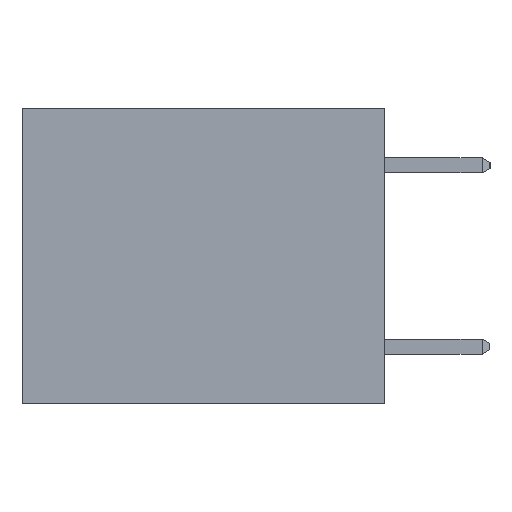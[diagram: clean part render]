
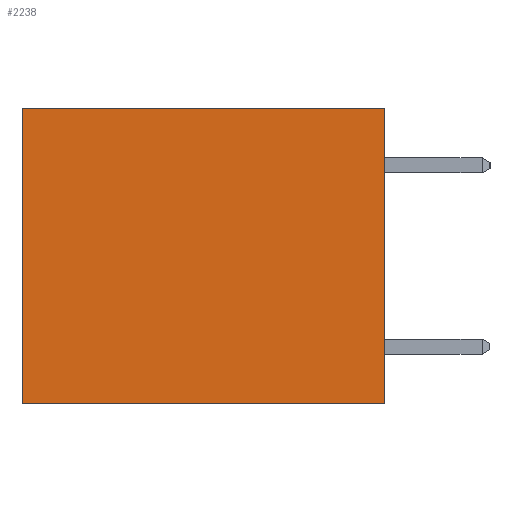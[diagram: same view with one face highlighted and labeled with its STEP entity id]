
A CAD part, left-side view. The second image highlights one B-rep face of the part: STEP entity #2238.
In plain terms, the highlighted planar face has unit normal (-1, 0, 0).
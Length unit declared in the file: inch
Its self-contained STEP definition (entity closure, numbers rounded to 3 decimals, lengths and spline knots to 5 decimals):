
#477 = CARTESIAN_POINT ( 'NONE',  ( 0.3165, 0.6, -0.49 ) ) ;
#608 = DIRECTION ( 'NONE',  ( 0., 0., -1. ) ) ;
#1086 = VECTOR ( 'NONE', #5899, 39.37008 ) ;
#1374 = DIRECTION ( 'NONE',  ( 0., 0., -1. ) ) ;
#2061 = FACE_OUTER_BOUND ( 'NONE', #2358, .T. ) ;
#2070 = ORIENTED_EDGE ( 'NONE', *, *, #14245, .T. ) ;
#2166 = CARTESIAN_POINT ( 'NONE',  ( 0.3165, 0.6, 0. ) ) ;
#2238 = ADVANCED_FACE ( 'NONE', ( #2061 ), #2492, .F. ) ;
#2358 = EDGE_LOOP ( 'NONE', ( #5052, #6295, #11413, #2070 ) ) ;
#2492 = PLANE ( 'NONE',  #11869 ) ;
#2533 = DIRECTION ( 'NONE',  ( 1., 0., 0. ) ) ;
#2640 = LINE ( 'NONE', #11989, #1086 ) ;
#2954 = EDGE_CURVE ( 'NONE', #9340, #6015, #9361, .T. ) ;
#3625 = CARTESIAN_POINT ( 'NONE',  ( 0.3165, 0., -0.49 ) ) ;
#4373 = CARTESIAN_POINT ( 'NONE',  ( 0.3165, 0., -0.49 ) ) ;
#4732 = VECTOR ( 'NONE', #14096, 39.37008 ) ;
#5052 = ORIENTED_EDGE ( 'NONE', *, *, #2954, .T. ) ;
#5899 = DIRECTION ( 'NONE',  ( 0., 1., 0. ) ) ;
#6005 = VECTOR ( 'NONE', #12983, 39.37008 ) ;
#6015 = VERTEX_POINT ( 'NONE', #13007 ) ;
#6295 = ORIENTED_EDGE ( 'NONE', *, *, #10821, .F. ) ;
#7143 = VERTEX_POINT ( 'NONE', #3625 ) ;
#7325 = CARTESIAN_POINT ( 'NONE',  ( 0.3165, 0., 0. ) ) ;
#8115 = LINE ( 'NONE', #4373, #6005 ) ;
#8890 = LINE ( 'NONE', #12910, #11771 ) ;
#9340 = VERTEX_POINT ( 'NONE', #2166 ) ;
#9361 = LINE ( 'NONE', #477, #4732 ) ;
#10821 = EDGE_CURVE ( 'NONE', #7143, #6015, #8115, .T. ) ;
#11413 = ORIENTED_EDGE ( 'NONE', *, *, #11415, .F. ) ;
#11415 = EDGE_CURVE ( 'NONE', #13095, #7143, #8890, .T. ) ;
#11771 = VECTOR ( 'NONE', #608, 39.37008 ) ;
#11869 = AXIS2_PLACEMENT_3D ( 'NONE', #14789, #2533, #1374 ) ;
#11989 = CARTESIAN_POINT ( 'NONE',  ( 0.3165, 0., 0. ) ) ;
#12910 = CARTESIAN_POINT ( 'NONE',  ( 0.3165, 0., -0.49 ) ) ;
#12983 = DIRECTION ( 'NONE',  ( 0., 1., 0. ) ) ;
#13007 = CARTESIAN_POINT ( 'NONE',  ( 0.3165, 0.6, -0.49 ) ) ;
#13095 = VERTEX_POINT ( 'NONE', #7325 ) ;
#14096 = DIRECTION ( 'NONE',  ( 0., 0., -1. ) ) ;
#14245 = EDGE_CURVE ( 'NONE', #13095, #9340, #2640, .T. ) ;
#14789 = CARTESIAN_POINT ( 'NONE',  ( 0.3165, 0., -0.49 ) ) ;
